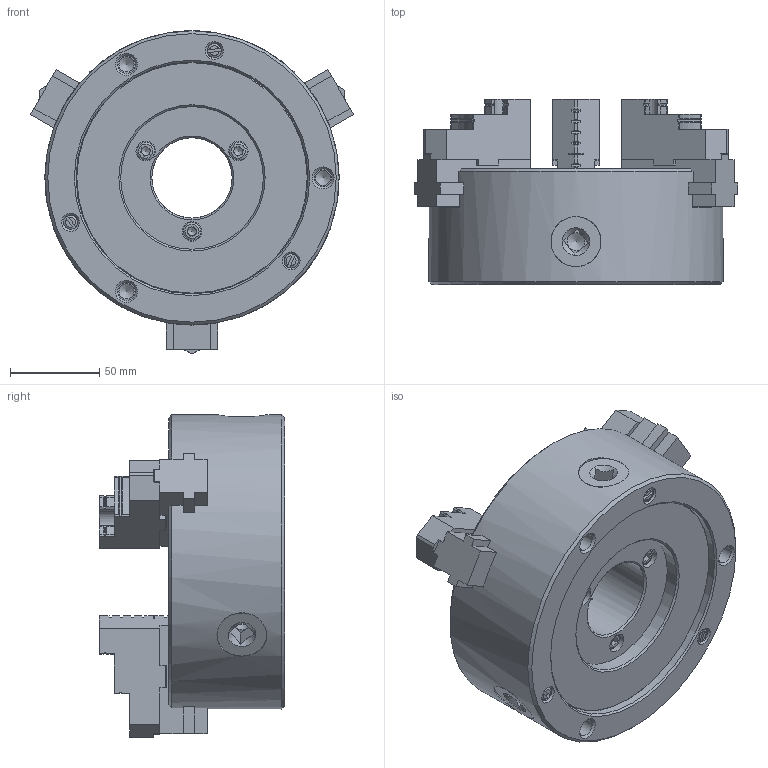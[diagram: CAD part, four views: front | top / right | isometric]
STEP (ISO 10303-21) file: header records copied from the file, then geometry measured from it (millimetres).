
FILE_DESCRIPTION( ( 'Unknown' ), '1' );
FILE_NAME( '61S209918_JN06T_Internal gripping.stp', 'Unknown', ( 'Unknown' ), ( 'Unknown' ), 'PSStep 16.0.42', 'Unknown', ' ' );
FILE_SCHEMA( ( 'AUTOMOTIVE_DESIGN { 1 0 10303 214 1 1 1 1 }' ) );
Length unit declared in the file: millimetre
Products named in the file (1): 1
Bounding box: 181.3 x 104 x 180.8 mm (x, y, z)
Volume: 1307583.2 mm3; surface area: 144596.5 mm2
Topology: 1 solids, 7 shells, 748 faces, 2071 edges, 1315 vertices
Faces by surface type: plane 452, cylinder 146, cone 114, torus 34, sphere 2
Full cylindrical faces by diameter (mm): 5.5 x3, 6 x3, 6.6 x3, 6.8 x3, 8 x9, 8.5 x9, 10 x9, 11 x3, 13 x6, 14 x6, 15 x1, 45 x1, 80 x1, 130 x1, 165 x1
Entity records: 30084 total; most frequent: CARTESIAN_POINT 5767, ORIENTED_EDGE 3808, DIRECTION 3662, EDGE_CURVE 1904, VERTEX_POINT 1284, AXIS2_PLACEMENT_3D 1267, LINE 1128, VECTOR 1128
